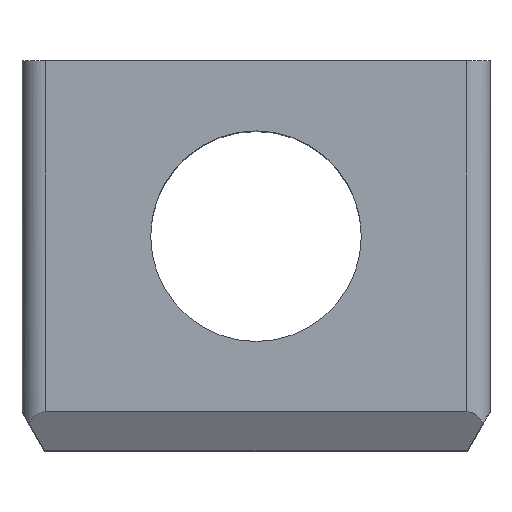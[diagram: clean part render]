
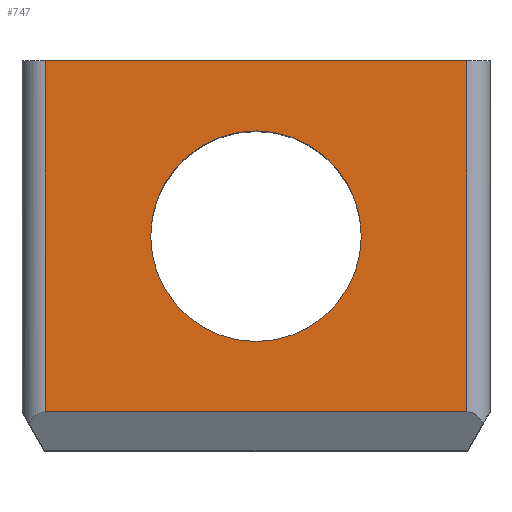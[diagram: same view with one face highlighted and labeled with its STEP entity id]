
A CAD part, top view. The second image highlights one B-rep face of the part: STEP entity #747.
In plain terms, the highlighted planar face has unit normal (0, 0, 1).
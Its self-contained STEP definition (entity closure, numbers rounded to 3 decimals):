
#2 = EDGE_CURVE ( 'NONE', #867, #825, #103, .T. ) ;
#16 = EDGE_CURVE ( 'NONE', #825, #207, #77, .T. ) ;
#22 = VERTEX_POINT ( 'NONE', #270 ) ;
#54 = AXIS2_PLACEMENT_3D ( 'NONE', #573, #816, #887 ) ;
#77 = LINE ( 'NONE', #662, #667 ) ;
#91 = AXIS2_PLACEMENT_3D ( 'NONE', #908, #831, #201 ) ;
#102 = CARTESIAN_POINT ( 'NONE',  ( 0., 0., 5. ) ) ;
#103 = LINE ( 'NONE', #581, #205 ) ;
#158 = DIRECTION ( 'NONE',  ( 0., -1., 0. ) ) ;
#165 = FACE_OUTER_BOUND ( 'NONE', #634, .T. ) ;
#178 = CARTESIAN_POINT ( 'NONE',  ( -2.7, 0., 5. ) ) ;
#200 = LINE ( 'NONE', #570, #430 ) ;
#201 = DIRECTION ( 'NONE',  ( 1., 0., 0. ) ) ;
#205 = VECTOR ( 'NONE', #820, 1000. ) ;
#207 = VERTEX_POINT ( 'NONE', #605 ) ;
#243 = ORIENTED_EDGE ( 'NONE', *, *, #16, .T. ) ;
#270 = CARTESIAN_POINT ( 'NONE',  ( -2.7, 2.25, 5. ) ) ;
#275 = DIRECTION ( 'NONE',  ( -1., 0., 0. ) ) ;
#336 = CARTESIAN_POINT ( 'NONE',  ( 2.7, -2.25, 5. ) ) ;
#344 = DIRECTION ( 'NONE',  ( -1., 0., 0. ) ) ;
#350 = LINE ( 'NONE', #178, #697 ) ;
#377 = VERTEX_POINT ( 'NONE', #873 ) ;
#382 = EDGE_LOOP ( 'NONE', ( #846, #603 ) ) ;
#419 = CARTESIAN_POINT ( 'NONE',  ( -1.35, 0., 5. ) ) ;
#430 = VECTOR ( 'NONE', #275, 1000. ) ;
#522 = CIRCLE ( 'NONE', #54, 1.35 ) ;
#565 = PLANE ( 'NONE',  #793 ) ;
#570 = CARTESIAN_POINT ( 'NONE',  ( -3., 2.25, 5. ) ) ;
#573 = CARTESIAN_POINT ( 'NONE',  ( 0., 0., 5. ) ) ;
#581 = CARTESIAN_POINT ( 'NONE',  ( 0., -2.25, 5. ) ) ;
#596 = CIRCLE ( 'NONE', #91, 1.35 ) ;
#603 = ORIENTED_EDGE ( 'NONE', *, *, #685, .F. ) ;
#605 = CARTESIAN_POINT ( 'NONE',  ( 2.7, 2.25, 5. ) ) ;
#634 = EDGE_LOOP ( 'NONE', ( #992, #243, #999, #834 ) ) ;
#662 = CARTESIAN_POINT ( 'NONE',  ( 2.7, 0., 5. ) ) ;
#667 = VECTOR ( 'NONE', #906, 1000. ) ;
#680 = VERTEX_POINT ( 'NONE', #419 ) ;
#685 = EDGE_CURVE ( 'NONE', #377, #680, #522, .T. ) ;
#697 = VECTOR ( 'NONE', #158, 1000. ) ;
#722 = FACE_BOUND ( 'NONE', #382, .T. ) ;
#747 = ADVANCED_FACE ( 'NONE', ( #165, #722 ), #565, .F. ) ;
#793 = AXIS2_PLACEMENT_3D ( 'NONE', #102, #814, #344 ) ;
#814 = DIRECTION ( 'NONE',  ( 0., 0., -1. ) ) ;
#816 = DIRECTION ( 'NONE',  ( 0., 0., 1. ) ) ;
#820 = DIRECTION ( 'NONE',  ( 1., 0., 0. ) ) ;
#825 = VERTEX_POINT ( 'NONE', #336 ) ;
#831 = DIRECTION ( 'NONE',  ( 0., 0., 1. ) ) ;
#833 = EDGE_CURVE ( 'NONE', #22, #867, #350, .T. ) ;
#834 = ORIENTED_EDGE ( 'NONE', *, *, #833, .T. ) ;
#846 = ORIENTED_EDGE ( 'NONE', *, *, #980, .F. ) ;
#867 = VERTEX_POINT ( 'NONE', #969 ) ;
#873 = CARTESIAN_POINT ( 'NONE',  ( 1.35, 0., 5. ) ) ;
#874 = EDGE_CURVE ( 'NONE', #207, #22, #200, .T. ) ;
#887 = DIRECTION ( 'NONE',  ( 1., 0., 0. ) ) ;
#906 = DIRECTION ( 'NONE',  ( 0., 1., 0. ) ) ;
#908 = CARTESIAN_POINT ( 'NONE',  ( 0., 0., 5. ) ) ;
#969 = CARTESIAN_POINT ( 'NONE',  ( -2.7, -2.25, 5. ) ) ;
#980 = EDGE_CURVE ( 'NONE', #680, #377, #596, .T. ) ;
#992 = ORIENTED_EDGE ( 'NONE', *, *, #2, .T. ) ;
#999 = ORIENTED_EDGE ( 'NONE', *, *, #874, .T. ) ;
